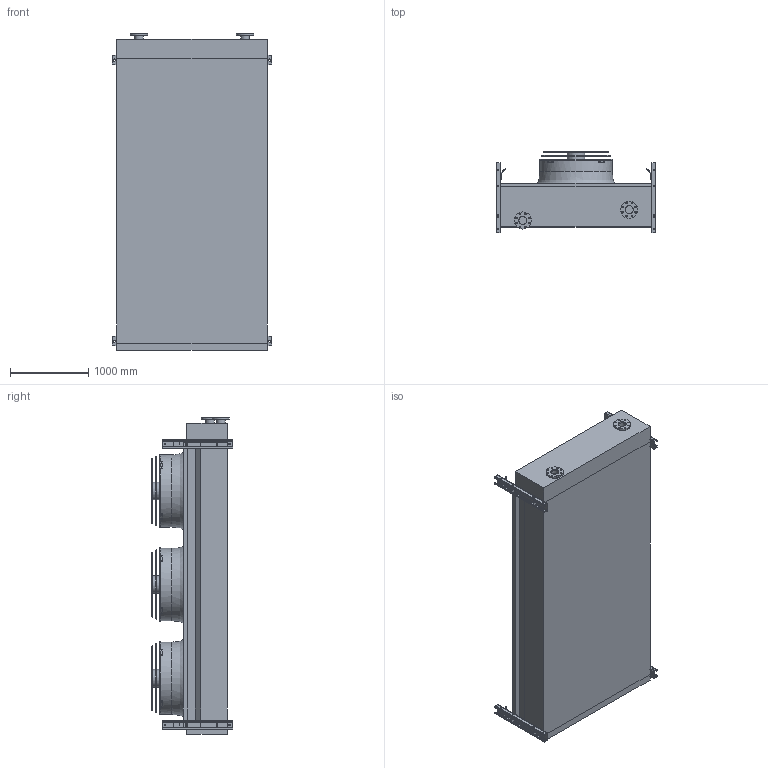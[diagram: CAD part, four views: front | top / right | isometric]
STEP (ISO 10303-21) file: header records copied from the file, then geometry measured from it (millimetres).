
FILE_DESCRIPTION (( 'STEP AP203' ), '1' );
FILE_NAME ('BOL_03M_V_SS.STEP', '2017-03-30T07:22:44', ( 'Alfa Laval' ), ( 'Alfa Laval' ), 'SwSTEP 2.0', 'SolidWorks 2016', '' );
FILE_SCHEMA (( 'CONFIG_CONTROL_DESIGN' ));
Length unit declared in the file: millimetre
Products named in the file (4): BOL_03M_V_SS; BO_HV_LIGHT_BOCF_48T_M_3M_SS; BOFE_HV_LIGHT_BOL3M; BOFA_LIGHT_�910 IEC
Assembly tree (5 placements, depth 2):
  BOL_03M_V_SS
    BO_HV_LIGHT_BOCF_48T_M_3M_SS
    BOFE_HV_LIGHT_BOL3M
    BOFA_LIGHT_�910 IEC  x3
Bounding box: 2046 x 1040 x 4050 mm (x, y, z)
Volume: 4845493886.6 mm3; surface area: 35635603.4 mm2
Topology: 64 solids, 67 shells, 880 faces, 2151 edges, 1427 vertices
Faces by surface type: plane 406, cylinder 294, torus 159, cone 18, bspline 3
Full cylindrical faces by diameter (mm): 14 x24, 18 x16, 20 x8, 28 x12, 103 x2, 108 x2, 220 x2, 228 x3, 236 x3, 262.56 x3, 276 x3, 308 x3, 328 x3, 406.8 x3, 426.8 x3, 505.6 x3, 525.6 x3, 604.4 x3, 624.4 x3, 703.2 x3, 723.2 x3, 802 x3, 926 x3
Entity records: 18461 total; most frequent: CARTESIAN_POINT 5300, DIRECTION 2709, ORIENTED_EDGE 2404, EDGE_CURVE 1202, AXIS2_PLACEMENT_3D 1038, VERTEX_POINT 846, EDGE_LOOP 788, VECTOR 633
